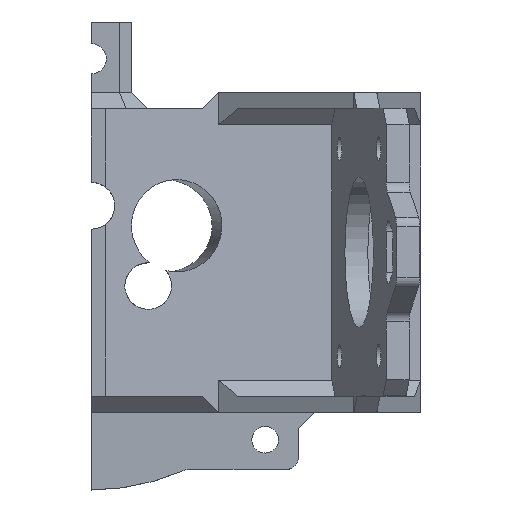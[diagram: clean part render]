
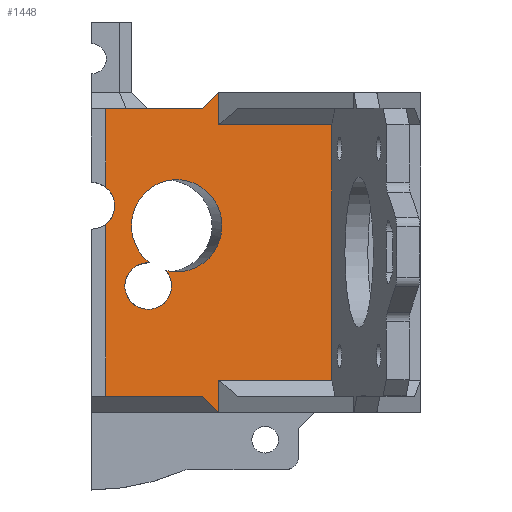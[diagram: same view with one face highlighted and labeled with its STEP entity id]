
A CAD part, top view. The second image highlights one B-rep face of the part: STEP entity #1448.
In plain terms, the highlighted planar face has unit normal (0.189, 0, 0.982).
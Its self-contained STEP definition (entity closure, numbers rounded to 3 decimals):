
#17=ELLIPSE('',#1561,3.564,3.5);
#18=ELLIPSE('',#1562,3.564,3.5);
#33=FACE_BOUND('',#214,.T.);
#56=PLANE('',#1560);
#123=FACE_OUTER_BOUND('',#213,.T.);
#213=EDGE_LOOP('',(#1154,#1155,#1156,#1157,#1158,#1159,#1160,#1161,#1162,
#1163,#1164,#1165));
#214=EDGE_LOOP('',(#1166,#1167));
#307=LINE('',#2130,#469);
#350=LINE('',#2251,#512);
#353=LINE('',#2257,#515);
#354=LINE('',#2259,#516);
#355=LINE('',#2261,#517);
#356=LINE('',#2263,#518);
#357=LINE('',#2265,#519);
#358=LINE('',#2267,#520);
#359=LINE('',#2271,#521);
#360=LINE('',#2273,#522);
#361=LINE('',#2274,#523);
#469=VECTOR('',#1714,38.2);
#512=VECTOR('',#1817,17.249);
#515=VECTOR('',#1822,4.8);
#516=VECTOR('',#1823,17.249);
#517=VECTOR('',#1824,4.8);
#518=VECTOR('',#1825,3.425);
#519=VECTOR('',#1826,14.808);
#520=VECTOR('',#1827,11.714);
#521=VECTOR('',#1830,25.714);
#522=VECTOR('',#1831,14.808);
#523=VECTOR('',#1832,3.425);
#631=CIRCLE('',#1563,6.9);
#676=VERTEX_POINT('',#2127);
#677=VERTEX_POINT('',#2129);
#725=VERTEX_POINT('',#2250);
#727=VERTEX_POINT('',#2256);
#728=VERTEX_POINT('',#2258);
#729=VERTEX_POINT('',#2260);
#730=VERTEX_POINT('',#2262);
#731=VERTEX_POINT('',#2264);
#732=VERTEX_POINT('',#2266);
#733=VERTEX_POINT('',#2268);
#734=VERTEX_POINT('',#2270);
#735=VERTEX_POINT('',#2272);
#736=VERTEX_POINT('',#2275);
#737=VERTEX_POINT('',#2276);
#826=EDGE_CURVE('',#676,#677,#307,.T.);
#887=EDGE_CURVE('',#677,#725,#350,.T.);
#890=EDGE_CURVE('',#727,#725,#353,.T.);
#891=EDGE_CURVE('',#728,#676,#354,.T.);
#892=EDGE_CURVE('',#728,#729,#355,.T.);
#893=EDGE_CURVE('',#730,#729,#356,.T.);
#894=EDGE_CURVE('',#731,#730,#357,.T.);
#895=EDGE_CURVE('',#731,#732,#358,.T.);
#896=EDGE_CURVE('',#732,#733,#17,.T.);
#897=EDGE_CURVE('',#733,#734,#359,.T.);
#898=EDGE_CURVE('',#735,#734,#360,.T.);
#899=EDGE_CURVE('',#735,#727,#361,.F.);
#900=EDGE_CURVE('',#736,#737,#18,.T.);
#901=EDGE_CURVE('',#737,#736,#631,.T.);
#1154=ORIENTED_EDGE('',*,*,#890,.T.);
#1155=ORIENTED_EDGE('',*,*,#887,.F.);
#1156=ORIENTED_EDGE('',*,*,#826,.F.);
#1157=ORIENTED_EDGE('',*,*,#891,.F.);
#1158=ORIENTED_EDGE('',*,*,#892,.T.);
#1159=ORIENTED_EDGE('',*,*,#893,.F.);
#1160=ORIENTED_EDGE('',*,*,#894,.F.);
#1161=ORIENTED_EDGE('',*,*,#895,.T.);
#1162=ORIENTED_EDGE('',*,*,#896,.T.);
#1163=ORIENTED_EDGE('',*,*,#897,.T.);
#1164=ORIENTED_EDGE('',*,*,#898,.F.);
#1165=ORIENTED_EDGE('',*,*,#899,.T.);
#1166=ORIENTED_EDGE('',*,*,#900,.T.);
#1167=ORIENTED_EDGE('',*,*,#901,.T.);
#1448=ADVANCED_FACE('',(#123,#33),#56,.T.);
#1560=AXIS2_PLACEMENT_3D('',#2255,#1820,#1821);
#1561=AXIS2_PLACEMENT_3D('',#2269,#1828,#1829);
#1562=AXIS2_PLACEMENT_3D('',#2277,#1833,#1834);
#1563=AXIS2_PLACEMENT_3D('',#2278,#1835,#1836);
#1714=DIRECTION('',(0.,-1.,0.));
#1817=DIRECTION('',(-0.982,0.,0.189));
#1820=DIRECTION('center_axis',(0.189,0.,0.982));
#1821=DIRECTION('ref_axis',(0.982,0.,-0.189));
#1822=DIRECTION('',(0.,1.,0.));
#1823=DIRECTION('',(0.982,0.,-0.189));
#1824=DIRECTION('',(0.,1.,0.));
#1825=DIRECTION('',(0.701,0.701,-0.135));
#1826=DIRECTION('',(0.982,0.,-0.189));
#1827=DIRECTION('',(0.,-1.,0.));
#1828=DIRECTION('center_axis',(-0.189,0.,
-0.982));
#1829=DIRECTION('ref_axis',(0.982,0.,-0.189));
#1830=DIRECTION('',(0.,-1.,0.));
#1831=DIRECTION('',(-0.982,0.,0.189));
#1832=DIRECTION('',(-0.701,0.701,0.135));
#1833=DIRECTION('center_axis',(-0.189,0.,
-0.982));
#1834=DIRECTION('ref_axis',(0.982,0.,-0.189));
#1835=DIRECTION('center_axis',(-0.189,0.,
-0.982));
#1836=DIRECTION('ref_axis',(-0.982,0.,0.189));
#2127=CARTESIAN_POINT('',(35.999,18.1,39.512));
#2129=CARTESIAN_POINT('',(35.999,-20.1,39.512));
#2130=CARTESIAN_POINT('',(35.999,3.,39.512));
#2250=CARTESIAN_POINT('',(19.06,-20.1,42.768));
#2251=CARTESIAN_POINT('',(16.067,-20.1,43.343));
#2255=CARTESIAN_POINT('Origin',(2.119,3.,46.024));
#2256=CARTESIAN_POINT('',(19.06,-24.9,42.768));
#2257=CARTESIAN_POINT('',(19.06,-9.75,42.768));
#2258=CARTESIAN_POINT('',(19.06,18.1,42.768));
#2259=CARTESIAN_POINT('',(16.067,18.1,43.343));
#2260=CARTESIAN_POINT('',(19.06,22.9,42.768));
#2261=CARTESIAN_POINT('',(19.06,11.75,42.768));
#2262=CARTESIAN_POINT('',(16.66,20.5,43.229));
#2263=CARTESIAN_POINT('',(9.044,12.884,44.693));
#2264=CARTESIAN_POINT('',(2.119,20.5,46.024));
#2265=CARTESIAN_POINT('',(2.119,20.5,46.024));
#2266=CARTESIAN_POINT('',(2.119,8.786,46.024));
#2267=CARTESIAN_POINT('',(2.119,3.,46.024));
#2268=CARTESIAN_POINT('',(2.119,3.214,46.024));
#2269=CARTESIAN_POINT('Origin',(0.,6.,46.431));
#2270=CARTESIAN_POINT('',(2.119,-22.5,46.024));
#2271=CARTESIAN_POINT('',(2.119,3.,46.024));
#2272=CARTESIAN_POINT('',(16.66,-22.5,43.229));
#2273=CARTESIAN_POINT('',(2.119,-22.5,46.024));
#2274=CARTESIAN_POINT('',(7.08,-12.92,45.071));
#2275=CARTESIAN_POINT('',(11.137,-3.699,44.291));
#2276=CARTESIAN_POINT('',(8.676,-2.504,44.764));
#2277=CARTESIAN_POINT('Origin',(8.5,-6.,44.798));
#2278=CARTESIAN_POINT('Origin',(12.762,3.,43.978));
